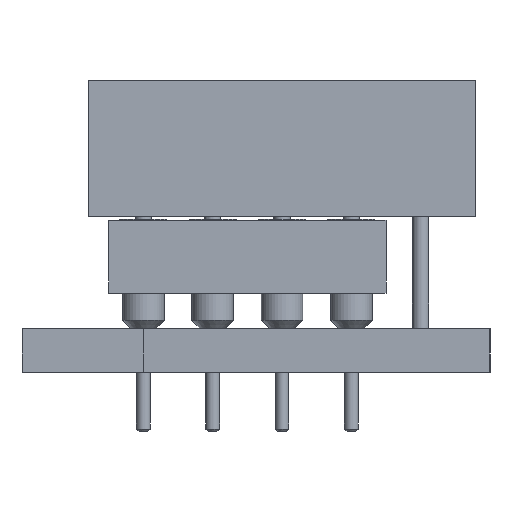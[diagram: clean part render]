
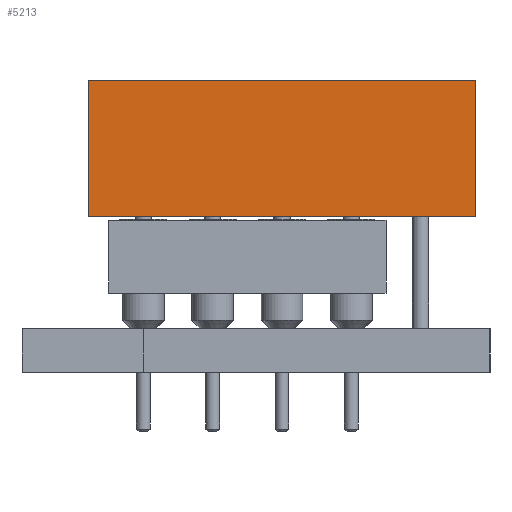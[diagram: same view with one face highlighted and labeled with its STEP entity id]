
A CAD part, left-side view. The second image highlights one B-rep face of the part: STEP entity #5213.
In plain terms, the highlighted planar face has unit normal (-1, 0, 0).
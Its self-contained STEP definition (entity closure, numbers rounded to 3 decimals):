
#3205 = EDGE_CURVE('',#3206,#3208,#3210,.T.);
#3206 = VERTEX_POINT('',#3207);
#3207 = CARTESIAN_POINT('',(-7.05,-16.55,4.1));
#3208 = VERTEX_POINT('',#3209);
#3209 = CARTESIAN_POINT('',(-7.05,-2.35,4.1));
#3210 = LINE('',#3211,#3212);
#3211 = CARTESIAN_POINT('',(-7.05,-16.55,4.1));
#3212 = VECTOR('',#3213,1.);
#3213 = DIRECTION('',(0.,1.,0.));
#5213 = ADVANCED_FACE('',(#5214),#5239,.T.);
#5214 = FACE_BOUND('',#5215,.T.);
#5215 = EDGE_LOOP('',(#5216,#5224,#5232,#5238));
#5216 = ORIENTED_EDGE('',*,*,#5217,.T.);
#5217 = EDGE_CURVE('',#3206,#5218,#5220,.T.);
#5218 = VERTEX_POINT('',#5219);
#5219 = CARTESIAN_POINT('',(-7.05,-16.55,9.1));
#5220 = LINE('',#5221,#5222);
#5221 = CARTESIAN_POINT('',(-7.05,-16.55,4.1));
#5222 = VECTOR('',#5223,1.);
#5223 = DIRECTION('',(0.,0.,1.));
#5224 = ORIENTED_EDGE('',*,*,#5225,.T.);
#5225 = EDGE_CURVE('',#5218,#5226,#5228,.T.);
#5226 = VERTEX_POINT('',#5227);
#5227 = CARTESIAN_POINT('',(-7.05,-2.35,9.1));
#5228 = LINE('',#5229,#5230);
#5229 = CARTESIAN_POINT('',(-7.05,-16.55,9.1));
#5230 = VECTOR('',#5231,1.);
#5231 = DIRECTION('',(0.,1.,0.));
#5232 = ORIENTED_EDGE('',*,*,#5233,.F.);
#5233 = EDGE_CURVE('',#3208,#5226,#5234,.T.);
#5234 = LINE('',#5235,#5236);
#5235 = CARTESIAN_POINT('',(-7.05,-2.35,4.1));
#5236 = VECTOR('',#5237,1.);
#5237 = DIRECTION('',(0.,0.,1.));
#5238 = ORIENTED_EDGE('',*,*,#3205,.F.);
#5239 = PLANE('',#5240);
#5240 = AXIS2_PLACEMENT_3D('',#5241,#5242,#5243);
#5241 = CARTESIAN_POINT('',(-7.05,-16.55,4.1));
#5242 = DIRECTION('',(-1.,0.,0.));
#5243 = DIRECTION('',(0.,1.,0.));
